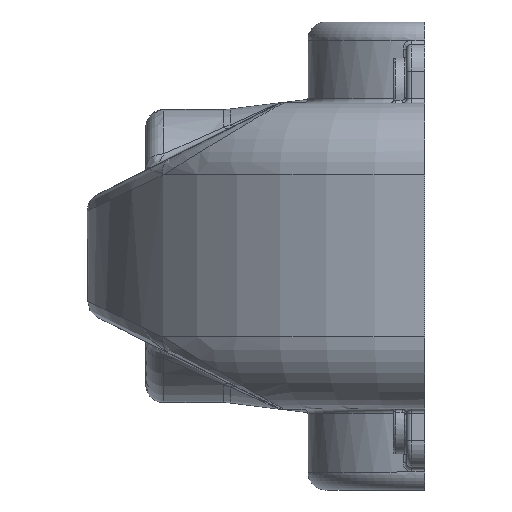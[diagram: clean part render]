
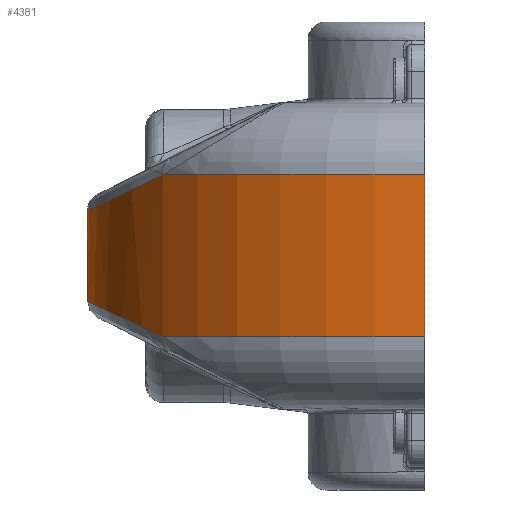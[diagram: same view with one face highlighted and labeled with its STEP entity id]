
A CAD part, left-side view. The second image highlights one B-rep face of the part: STEP entity #4381.
In plain terms, the highlighted cylindrical face has radius 37.5 mm (diameter 75 mm), a partial arc.
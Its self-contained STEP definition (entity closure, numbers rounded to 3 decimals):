
#225 = VERTEX_POINT ( 'NONE', #2657 ) ;
#226 = CARTESIAN_POINT ( 'NONE',  ( -16.922, 34.58, 6.396 ) ) ;
#282 = CARTESIAN_POINT ( 'NONE',  ( 0., 0., 17. ) ) ;
#431 =( BOUNDED_CURVE ( )  B_SPLINE_CURVE ( 3, ( #7386, #1502, #7571, #10233 ),
 .UNSPECIFIED., .F., .T. ) 
 B_SPLINE_CURVE_WITH_KNOTS ( ( 4, 4 ),
 ( 0., 0.529 ),
 .UNSPECIFIED. ) 
 CURVE ( )  GEOMETRIC_REPRESENTATION_ITEM ( )  RATIONAL_B_SPLINE_CURVE ( ( 1., 0.977, 0.977, 1. ) ) 
 REPRESENTATION_ITEM ( '' )  );
#648 = VERTEX_POINT ( 'NONE', #1792 ) ;
#733 = CARTESIAN_POINT ( 'NONE',  ( -37.5, 0., -9. ) ) ;
#758 = LINE ( 'NONE', #10056, #11008 ) ;
#1027 = CARTESIAN_POINT ( 'NONE',  ( 18.935, 32.368, -7.443 ) ) ;
#1064 = DIRECTION ( 'NONE',  ( -1., 0., 0. ) ) ;
#1223 = VERTEX_POINT ( 'NONE', #9833 ) ;
#1283 = DIRECTION ( 'NONE',  ( 0., 0., -1. ) ) ;
#1311 = CIRCLE ( 'NONE', #7093, 37.5 ) ;
#1393 = VERTEX_POINT ( 'NONE', #9424 ) ;
#1502 = CARTESIAN_POINT ( 'NONE',  ( 6.695, 37.5, 5.014 ) ) ;
#1521 = VERTEX_POINT ( 'NONE', #733 ) ;
#1577 = EDGE_CURVE ( 'NONE', #7011, #1521, #10903, .T. ) ;
#1642 = AXIS2_PLACEMENT_3D ( 'NONE', #8795, #7960, #8824 ) ;
#1792 = CARTESIAN_POINT ( 'NONE',  ( -37.5, 0., 9. ) ) ;
#2373 = VERTEX_POINT ( 'NONE', #3914 ) ;
#2657 = CARTESIAN_POINT ( 'NONE',  ( 0., 37.5, 5.014 ) ) ;
#2695 = CARTESIAN_POINT ( 'NONE',  ( -23.679, 29.079, 9. ) ) ;
#2956 = ORIENTED_EDGE ( 'NONE', *, *, #3691, .T. ) ;
#3427 = ORIENTED_EDGE ( 'NONE', *, *, #5944, .T. ) ;
#3638 = LINE ( 'NONE', #4413, #6496 ) ;
#3649 = CARTESIAN_POINT ( 'NONE',  ( 4.979, 40.532, -3.579 ) ) ;
#3691 = EDGE_CURVE ( 'NONE', #225, #1223, #431, .T. ) ;
#3735 = CARTESIAN_POINT ( 'NONE',  ( -8.713, 37.5, 5.014 ) ) ;
#3914 = CARTESIAN_POINT ( 'NONE',  ( 18.935, 32.368, -7.443 ) ) ;
#4039 = DIRECTION ( 'NONE',  ( 1., 0., 0. ) ) ;
#4381 = ADVANCED_FACE ( 'NONE', ( #7297 ), #9066, .T. ) ;
#4413 = CARTESIAN_POINT ( 'NONE',  ( 18.935, 32.368, 17. ) ) ;
#5062 = ORIENTED_EDGE ( 'NONE', *, *, #1577, .T. ) ;
#5288 = CARTESIAN_POINT ( 'NONE',  ( 0., 37.5, 5.014 ) ) ;
#5404 = AXIS2_PLACEMENT_3D ( 'NONE', #282, #6298, #1064 ) ;
#5580 = EDGE_CURVE ( 'NONE', #1393, #225, #10227, .T. ) ;
#5890 =( BOUNDED_CURVE ( )  B_SPLINE_CURVE ( 3, ( #1027, #3649, #8037, #8082 ),
 .UNSPECIFIED., .F., .F. ) 
 B_SPLINE_CURVE_WITH_KNOTS ( ( 4, 4 ),
 ( 2.612, 3.825 ),
 .UNSPECIFIED. ) 
 CURVE ( )  GEOMETRIC_REPRESENTATION_ITEM ( )  RATIONAL_B_SPLINE_CURVE ( ( 1., 0.881, 0.881, 1. ) ) 
 REPRESENTATION_ITEM ( '' )  );
#5944 = EDGE_CURVE ( 'NONE', #1223, #2373, #3638, .T. ) ;
#6195 = CARTESIAN_POINT ( 'NONE',  ( -23.679, 29.079, -9. ) ) ;
#6298 = DIRECTION ( 'NONE',  ( 0., 0., -1. ) ) ;
#6317 = EDGE_CURVE ( 'NONE', #648, #1521, #758, .T. ) ;
#6320 = ORIENTED_EDGE ( 'NONE', *, *, #5580, .T. ) ;
#6496 = VECTOR ( 'NONE', #9650, 1000. ) ;
#6553 = DIRECTION ( 'NONE',  ( 0., 0., -1. ) ) ;
#6669 = EDGE_CURVE ( 'NONE', #648, #1393, #1311, .T. ) ;
#7011 = VERTEX_POINT ( 'NONE', #6195 ) ;
#7048 = EDGE_LOOP ( 'NONE', ( #3427, #10654, #5062, #10557, #8662, #6320, #2956 ) ) ;
#7093 = AXIS2_PLACEMENT_3D ( 'NONE', #9234, #6553, #4039 ) ;
#7297 = FACE_OUTER_BOUND ( 'NONE', #7048, .T. ) ;
#7342 = EDGE_CURVE ( 'NONE', #2373, #7011, #5890, .T. ) ;
#7386 = CARTESIAN_POINT ( 'NONE',  ( 0., 37.5, 5.014 ) ) ;
#7571 = CARTESIAN_POINT ( 'NONE',  ( 13.156, 35.749, 5.843 ) ) ;
#7960 = DIRECTION ( 'NONE',  ( 0., 0., 1. ) ) ;
#8037 = CARTESIAN_POINT ( 'NONE',  ( -11.141, 39.288, -4.168 ) ) ;
#8082 = CARTESIAN_POINT ( 'NONE',  ( -23.679, 29.079, -9. ) ) ;
#8662 = ORIENTED_EDGE ( 'NONE', *, *, #6669, .T. ) ;
#8795 = CARTESIAN_POINT ( 'NONE',  ( 0., 0., -9. ) ) ;
#8824 = DIRECTION ( 'NONE',  ( 1., 0., 0. ) ) ;
#9066 = CYLINDRICAL_SURFACE ( 'NONE', #5404, 37.5 ) ;
#9234 = CARTESIAN_POINT ( 'NONE',  ( 0., 0., 9. ) ) ;
#9424 = CARTESIAN_POINT ( 'NONE',  ( -23.679, 29.079, 9. ) ) ;
#9650 = DIRECTION ( 'NONE',  ( 0., 0., -1. ) ) ;
#9833 = CARTESIAN_POINT ( 'NONE',  ( 18.935, 32.368, 7.443 ) ) ;
#10056 = CARTESIAN_POINT ( 'NONE',  ( -37.5, 0., 17. ) ) ;
#10227 =( BOUNDED_CURVE ( )  B_SPLINE_CURVE ( 3, ( #2695, #226, #3735, #5288 ),
 .UNSPECIFIED., .F., .F. ) 
 B_SPLINE_CURVE_WITH_KNOTS ( ( 4, 4 ),
 ( 5.6, 6.283 ),
 .UNSPECIFIED. ) 
 CURVE ( )  GEOMETRIC_REPRESENTATION_ITEM ( )  RATIONAL_B_SPLINE_CURVE ( ( 1., 0.961, 0.961, 1. ) ) 
 REPRESENTATION_ITEM ( '' )  );
#10233 = CARTESIAN_POINT ( 'NONE',  ( 18.935, 32.368, 7.443 ) ) ;
#10557 = ORIENTED_EDGE ( 'NONE', *, *, #6317, .F. ) ;
#10654 = ORIENTED_EDGE ( 'NONE', *, *, #7342, .T. ) ;
#10903 = CIRCLE ( 'NONE', #1642, 37.5 ) ;
#11008 = VECTOR ( 'NONE', #1283, 1000. ) ;
